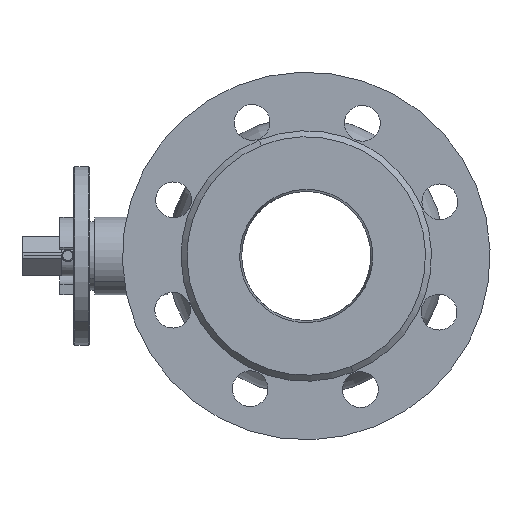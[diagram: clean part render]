
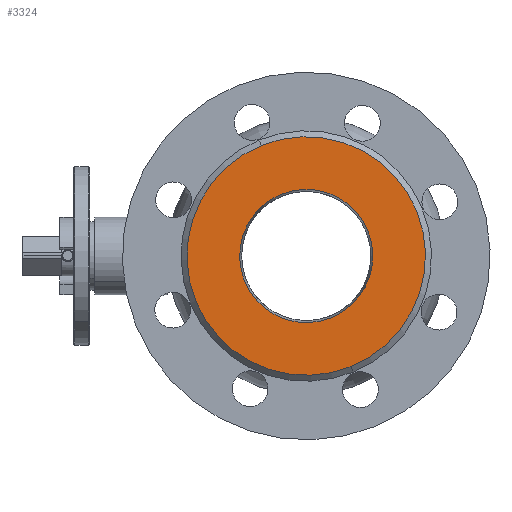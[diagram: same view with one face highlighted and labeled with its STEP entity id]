
A CAD part, left-side view. The second image highlights one B-rep face of the part: STEP entity #3324.
In plain terms, the highlighted face is planar.
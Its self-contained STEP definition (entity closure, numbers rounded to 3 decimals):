
#2 = CIRCLE ( 'NONE', #736, 60. ) ;
#647 = AXIS2_PLACEMENT_3D ( 'NONE', #3785, #763, #2737 ) ;
#736 = AXIS2_PLACEMENT_3D ( 'NONE', #3203, #5180, #3165 ) ;
#763 = DIRECTION ( 'NONE',  ( 0., 0., 1. ) ) ;
#780 = DIRECTION ( 'NONE',  ( 0., 0., 1. ) ) ;
#788 = ORIENTED_EDGE ( 'NONE', *, *, #2413, .F. ) ;
#809 = DIRECTION ( 'NONE',  ( 1., 0., 0. ) ) ;
#812 = ORIENTED_EDGE ( 'NONE', *, *, #6248, .F. ) ;
#1084 = DIRECTION ( 'NONE',  ( 0., 0., 1. ) ) ;
#1189 = DIRECTION ( 'NONE',  ( 1., 0., 0. ) ) ;
#1456 = AXIS2_PLACEMENT_3D ( 'NONE', #2798, #780, #809 ) ;
#1490 = VERTEX_POINT ( 'NONE', #5643 ) ;
#1685 = AXIS2_PLACEMENT_3D ( 'NONE', #3100, #1797, #1189 ) ;
#1797 = DIRECTION ( 'NONE',  ( 0., 0., 1. ) ) ;
#2173 = CARTESIAN_POINT ( 'NONE',  ( -60., 0., 20. ) ) ;
#2235 = CARTESIAN_POINT ( 'NONE',  ( 0., 0., 20. ) ) ;
#2413 = EDGE_CURVE ( 'NONE', #4408, #1490, #4334, .T. ) ;
#2437 = ORIENTED_EDGE ( 'NONE', *, *, #5053, .T. ) ;
#2661 = DIRECTION ( 'NONE',  ( 1., 0., 0. ) ) ;
#2699 = FACE_BOUND ( 'NONE', #2718, .T. ) ;
#2718 = EDGE_LOOP ( 'NONE', ( #812, #788 ) ) ;
#2737 = DIRECTION ( 'NONE',  ( 1., 0., 0. ) ) ;
#2798 = CARTESIAN_POINT ( 'NONE',  ( 0., 0., 20. ) ) ;
#3100 = CARTESIAN_POINT ( 'NONE',  ( 0., 0., 20. ) ) ;
#3165 = DIRECTION ( 'NONE',  ( 1., 0., 0. ) ) ;
#3193 = CIRCLE ( 'NONE', #1456, 33.5 ) ;
#3203 = CARTESIAN_POINT ( 'NONE',  ( 0., 0., 20. ) ) ;
#3324 = ADVANCED_FACE ( 'NONE', ( #6113, #2699 ), #5566, .T. ) ;
#3537 = VERTEX_POINT ( 'NONE', #2173 ) ;
#3785 = CARTESIAN_POINT ( 'NONE',  ( 0., 0., 20. ) ) ;
#4334 = CIRCLE ( 'NONE', #647, 33.5 ) ;
#4408 = VERTEX_POINT ( 'NONE', #6135 ) ;
#4427 = AXIS2_PLACEMENT_3D ( 'NONE', #2235, #1084, #2661 ) ;
#4651 = EDGE_LOOP ( 'NONE', ( #2437, #6106 ) ) ;
#4936 = CIRCLE ( 'NONE', #1685, 60. ) ;
#5053 = EDGE_CURVE ( 'NONE', #3537, #5701, #2, .T. ) ;
#5180 = DIRECTION ( 'NONE',  ( 0., 0., 1. ) ) ;
#5387 = CARTESIAN_POINT ( 'NONE',  ( 60., 0., 20. ) ) ;
#5566 = PLANE ( 'NONE',  #4427 ) ;
#5643 = CARTESIAN_POINT ( 'NONE',  ( 33.5, 0., 20. ) ) ;
#5701 = VERTEX_POINT ( 'NONE', #5387 ) ;
#5924 = EDGE_CURVE ( 'NONE', #5701, #3537, #4936, .T. ) ;
#6106 = ORIENTED_EDGE ( 'NONE', *, *, #5924, .T. ) ;
#6113 = FACE_OUTER_BOUND ( 'NONE', #4651, .T. ) ;
#6135 = CARTESIAN_POINT ( 'NONE',  ( -33.5, 0., 20. ) ) ;
#6248 = EDGE_CURVE ( 'NONE', #1490, #4408, #3193, .T. ) ;
